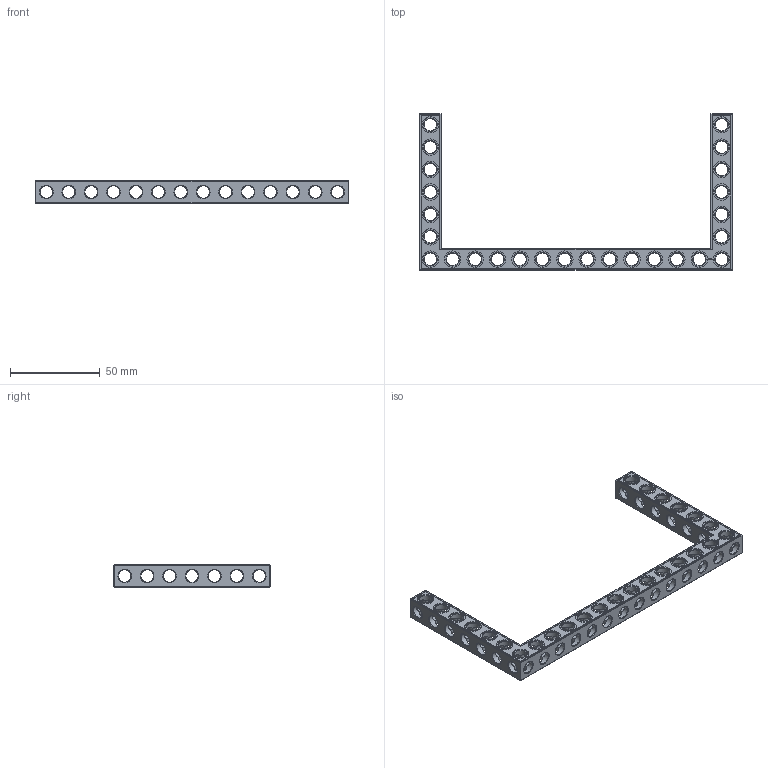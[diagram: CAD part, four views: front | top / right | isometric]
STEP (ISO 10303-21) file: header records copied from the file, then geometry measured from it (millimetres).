
FILE_DESCRIPTION(('FreeCAD Model'),'2;1');
FILE_NAME('Open CASCADE Shape Model','2022-02-26T22:53:42',('Author'),( ''),'Open CASCADE STEP processor 7.5','FreeCAD','Unknown');
FILE_SCHEMA(('AUTOMOTIVE_DESIGN { 1 0 10303 214 1 1 1 1 }'));
Products named in the file (1): Beam AGD ESS USH SYM BU14x07x01 - SPN-BEM-0523 (stemfie.org)
Bounding box: 175 x 87.5 x 12.5 mm (x, y, z)
Volume: 25398.6 mm3; surface area: 22751.9 mm2
Topology: 1 solids, 1 shells, 841 faces, 2526 edges, 1641 vertices
Faces by surface type: plane 402, extrusion 176, cylinder 157, cone 106
Full cylindrical faces by diameter (mm): 6.98 x16, 7 x115, 9.2 x26
Entity records: 127773 total; most frequent: CARTESIAN_POINT 80439, DIRECTION 7670, ORIENTED_EDGE 5052, PCURVE 5052, DEFINITIONAL_REPRESENTATION 5052, VECTOR 5016, LINE 4840, EDGE_CURVE 2526
